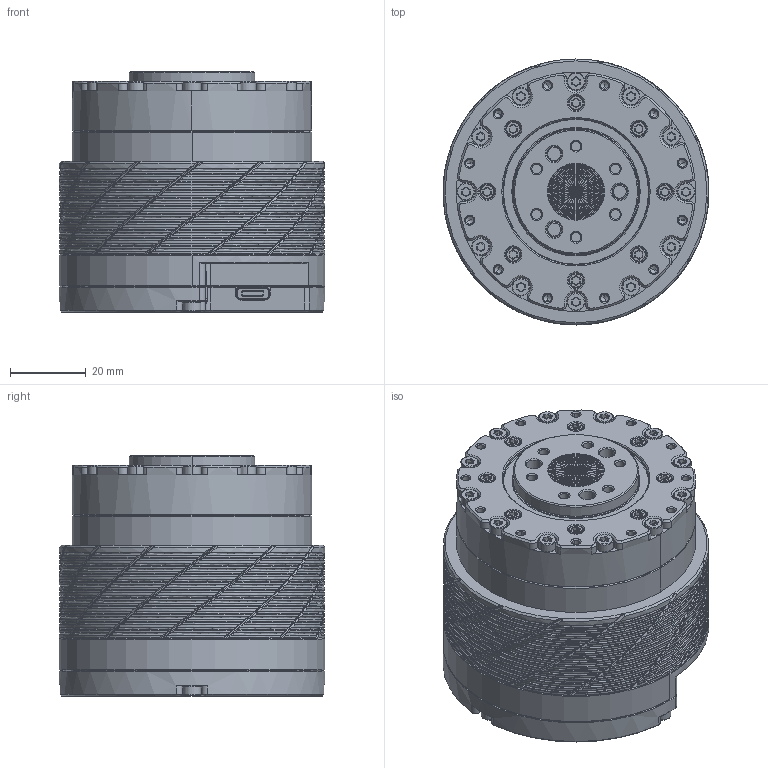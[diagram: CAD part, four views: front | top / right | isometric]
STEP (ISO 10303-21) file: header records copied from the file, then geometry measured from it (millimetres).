
FILE_DESCRIPTION((''),'2;1');
FILE_NAME('PND50-30','2026-02-09T15:59:50',('Administrator'),(''),'CREO PARAMETRIC BY PTC INC, 2020033','CREO PARAMETRIC BY PTC INC, 2020033','');
FILE_SCHEMA(('CONFIG_CONTROL_DESIGN','SHAPE_APPEARANCE_LAYERS_GROUPS'));
Products named in the file (1): PND50-30
Bounding box: 70 x 70 x 63.3 mm (x, y, z)
Volume: 208584.2 mm3; surface area: 28744.5 mm2
Topology: 1 solids, 1 shells, 3085 faces, 8476 edges, 5354 vertices
Faces by surface type: cylinder 1039, cone 696, plane 599, torus 568, sphere 148, bspline 32, extrusion 3
Entity records: 104663 total; most frequent: CARTESIAN_POINT 28667, ORIENTED_EDGE 16576, DIRECTION 15772, EDGE_CURVE 8288, AXIS2_PLACEMENT_3D 6754, VERTEX_POINT 5354, CIRCLE 3701, EDGE_LOOP 3234
